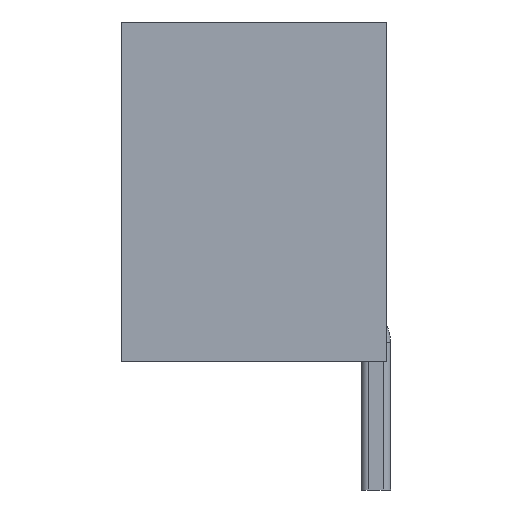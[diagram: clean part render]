
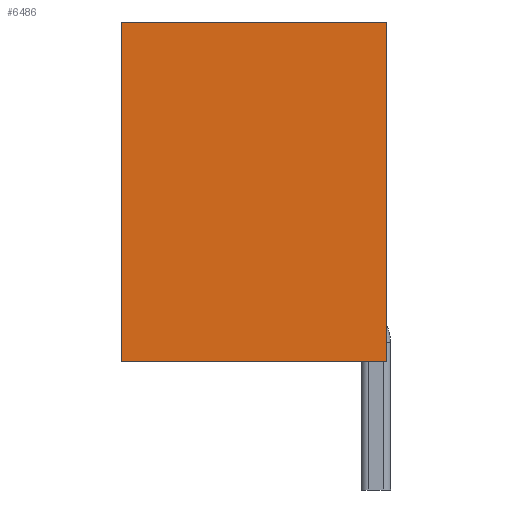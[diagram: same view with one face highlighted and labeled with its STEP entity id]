
A CAD part, left-side view. The second image highlights one B-rep face of the part: STEP entity #6486.
In plain terms, the highlighted planar face has unit normal (-1, 0, 0).
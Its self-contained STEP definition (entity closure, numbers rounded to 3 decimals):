
#244=DIRECTION('',(0.,-1.,0.));
#245=VECTOR('',#244,7.2);
#246=CARTESIAN_POINT('',(-5.95,3.45,0.));
#247=LINE('',#246,#245);
#1103=DIRECTION('',(0.,0.,-1.));
#1104=VECTOR('',#1103,9.2);
#1105=CARTESIAN_POINT('',(-5.95,-3.75,0.));
#1106=LINE('',#1105,#1104);
#1167=DIRECTION('',(0.,-1.,0.));
#1168=VECTOR('',#1167,7.2);
#1169=CARTESIAN_POINT('',(-5.95,3.45,-9.2));
#1170=LINE('',#1169,#1168);
#2463=DIRECTION('',(0.,0.,-1.));
#2464=VECTOR('',#2463,9.2);
#2465=CARTESIAN_POINT('',(-5.95,3.45,0.));
#2466=LINE('',#2465,#2464);
#2471=CARTESIAN_POINT('',(-5.95,3.45,0.));
#2472=CARTESIAN_POINT('',(-5.95,-3.75,0.));
#2473=VERTEX_POINT('',#2471);
#2474=VERTEX_POINT('',#2472);
#2479=CARTESIAN_POINT('',(-5.95,3.45,-9.2));
#2480=CARTESIAN_POINT('',(-5.95,-3.75,-9.2));
#2481=VERTEX_POINT('',#2479);
#2482=VERTEX_POINT('',#2480);
#6475=CARTESIAN_POINT('',(-5.95,3.45,0.));
#6476=DIRECTION('',(-1.,0.,0.));
#6477=DIRECTION('',(0.,-1.,0.));
#6478=AXIS2_PLACEMENT_3D('',#6475,#6476,#6477);
#6479=PLANE('',#6478);
#6480=ORIENTED_EDGE('',*,*,#3168,.T.);
#6481=ORIENTED_EDGE('',*,*,#4425,.T.);
#6482=ORIENTED_EDGE('',*,*,#4491,.F.);
#6483=ORIENTED_EDGE('',*,*,#3421,.F.);
#6484=EDGE_LOOP('',(#6480,#6481,#6482,#6483));
#6485=FACE_OUTER_BOUND('',#6484,.F.);
#3168=EDGE_CURVE('',#2473,#2474,#247,.T.);
#3421=EDGE_CURVE('',#2473,#2481,#2466,.T.);
#4425=EDGE_CURVE('',#2474,#2482,#1106,.T.);
#4491=EDGE_CURVE('',#2481,#2482,#1170,.T.);
#6486=ADVANCED_FACE('',(#6485),#6479,.T.);
